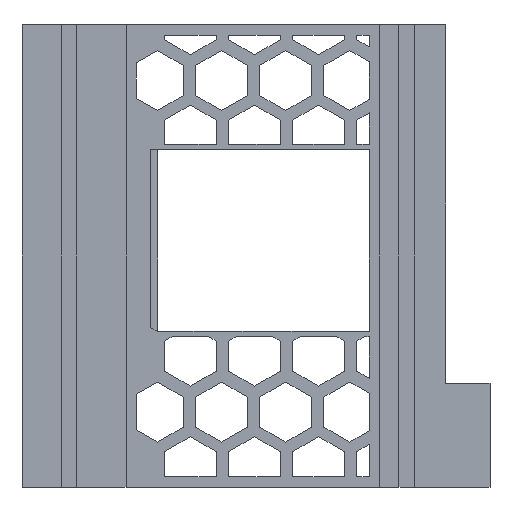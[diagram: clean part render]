
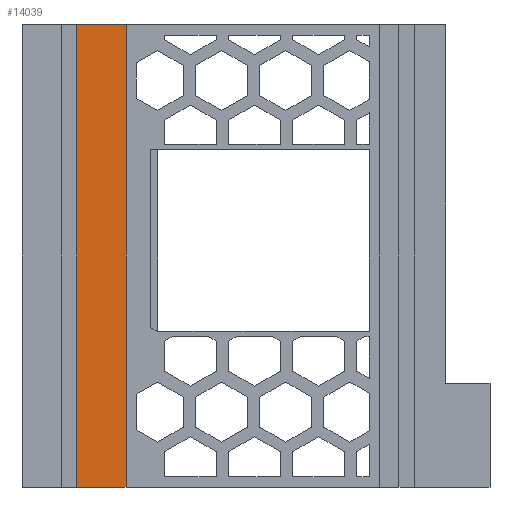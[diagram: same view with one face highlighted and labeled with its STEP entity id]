
A CAD part, front view. The second image highlights one B-rep face of the part: STEP entity #14039.
In plain terms, the highlighted planar face has unit normal (0, -1, 0).
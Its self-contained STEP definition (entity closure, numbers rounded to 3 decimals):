
#841=FACE_OUTER_BOUND('',#1597,.T.);
#1597=EDGE_LOOP('',(#12255,#12256,#12257,#12258));
#1723=LINE('',#18039,#3674);
#3608=LINE('',#21811,#5559);
#3609=LINE('',#21814,#5560);
#3610=LINE('',#21815,#5561);
#3674=VECTOR('',#14756,10.);
#5559=VECTOR('',#17901,10.);
#5560=VECTOR('',#17904,10.);
#5561=VECTOR('',#17905,10.);
#5625=VERTEX_POINT('',#18036);
#5626=VERTEX_POINT('',#18038);
#6883=VERTEX_POINT('',#21809);
#6884=VERTEX_POINT('',#21813);
#6931=EDGE_CURVE('',#5625,#5626,#1723,.T.);
#8824=EDGE_CURVE('',#6883,#5626,#3608,.T.);
#8825=EDGE_CURVE('',#6883,#6884,#3609,.T.);
#8826=EDGE_CURVE('',#6884,#5625,#3610,.T.);
#12255=ORIENTED_EDGE('',*,*,#8825,.F.);
#12256=ORIENTED_EDGE('',*,*,#8824,.T.);
#12257=ORIENTED_EDGE('',*,*,#6931,.F.);
#12258=ORIENTED_EDGE('',*,*,#8826,.F.);
#13397=PLANE('',#14703);
#14039=ADVANCED_FACE('',(#841),#13397,.T.);
#14703=AXIS2_PLACEMENT_3D('',#21812,#17902,#17903);
#14756=DIRECTION('',(1.,0.,0.));
#17901=DIRECTION('',(0.,0.,1.));
#17902=DIRECTION('center_axis',(0.,-1.,0.));
#17903=DIRECTION('ref_axis',(1.,0.,0.));
#17904=DIRECTION('',(-1.,0.,0.));
#17905=DIRECTION('',(0.,0.,1.));
#18036=CARTESIAN_POINT('',(-34.5,-30.,89.));
#18038=CARTESIAN_POINT('',(-25.,-30.,89.));
#18039=CARTESIAN_POINT('',(-34.5,-30.,89.));
#21809=CARTESIAN_POINT('',(-25.,-30.,0.));
#21811=CARTESIAN_POINT('',(-25.,-30.,0.));
#21812=CARTESIAN_POINT('Origin',(-34.5,-30.,0.));
#21813=CARTESIAN_POINT('',(-34.5,-30.,0.));
#21814=CARTESIAN_POINT('',(45.,-30.,0.));
#21815=CARTESIAN_POINT('',(-34.5,-30.,0.));
